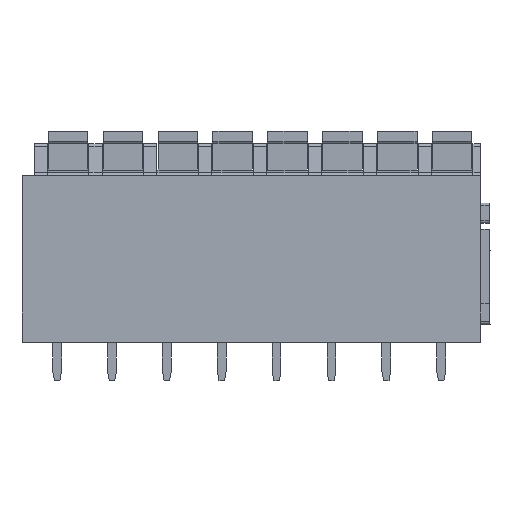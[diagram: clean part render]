
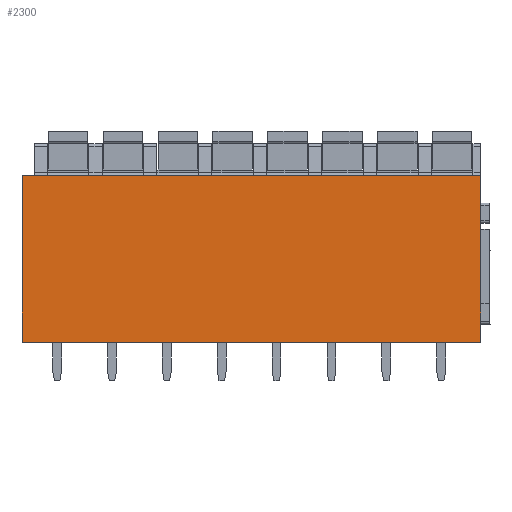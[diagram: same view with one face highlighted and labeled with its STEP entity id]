
A CAD part, front view. The second image highlights one B-rep face of the part: STEP entity #2300.
In plain terms, the highlighted planar face has unit normal (0, -1, 0).
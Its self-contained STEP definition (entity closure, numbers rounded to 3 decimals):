
#2280=AXIS2_PLACEMENT_3D('Plane Axis2P3D',#2277,#2278,#2279) ;
#305=CARTESIAN_POINT('Vertex',(41.8,0.,18.7)) ;
#308=CARTESIAN_POINT('Line Origine',(41.8,0.,11.1)) ;
#312=CARTESIAN_POINT('Vertex',(41.8,0.,3.5)) ;
#971=CARTESIAN_POINT('Vertex',(0.,0.,18.7)) ;
#974=CARTESIAN_POINT('Line Origine',(20.9,0.,18.7)) ;
#2277=CARTESIAN_POINT('Axis2P3D Location',(0.,0.,18.7)) ;
#2282=CARTESIAN_POINT('Line Origine',(0.,0.,11.1)) ;
#2286=CARTESIAN_POINT('Vertex',(0.,0.,3.5)) ;
#2289=CARTESIAN_POINT('Line Origine',(20.9,0.,3.5)) ;
#309=DIRECTION('Vector Direction',(0.,0.,-1.)) ;
#975=DIRECTION('Vector Direction',(1.,0.,0.)) ;
#2278=DIRECTION('Axis2P3D Direction',(0.,-1.,0.)) ;
#2279=DIRECTION('Axis2P3D XDirection',(0.,0.,-1.)) ;
#2283=DIRECTION('Vector Direction',(0.,0.,-1.)) ;
#2290=DIRECTION('Vector Direction',(1.,0.,0.)) ;
#310=VECTOR('Line Direction',#309,1.) ;
#976=VECTOR('Line Direction',#975,1.) ;
#2284=VECTOR('Line Direction',#2283,1.) ;
#2291=VECTOR('Line Direction',#2290,1.) ;
#2295=ORIENTED_EDGE('',*,*,#314,.T.) ;
#2296=ORIENTED_EDGE('',*,*,#978,.F.) ;
#2297=ORIENTED_EDGE('',*,*,#2288,.F.) ;
#2298=ORIENTED_EDGE('',*,*,#2293,.T.) ;
#2300=ADVANCED_FACE('_LMF 5.00/08/180  3.5SN OR BX 1330240000',(#2299),#2281,.T.) ;
#314=EDGE_CURVE('',#313,#306,#311,.F.) ;
#978=EDGE_CURVE('',#972,#306,#977,.T.) ;
#2288=EDGE_CURVE('',#2287,#972,#2285,.F.) ;
#2293=EDGE_CURVE('',#2287,#313,#2292,.T.) ;
#2294=EDGE_LOOP('',(#2295,#2296,#2297,#2298)) ;
#2299=FACE_OUTER_BOUND('',#2294,.T.) ;
#311=LINE('Line',#308,#310) ;
#977=LINE('Line',#974,#976) ;
#2285=LINE('Line',#2282,#2284) ;
#2292=LINE('Line',#2289,#2291) ;
#2281=PLANE('',#2280) ;
#306=VERTEX_POINT('',#305) ;
#313=VERTEX_POINT('',#312) ;
#972=VERTEX_POINT('',#971) ;
#2287=VERTEX_POINT('',#2286) ;
